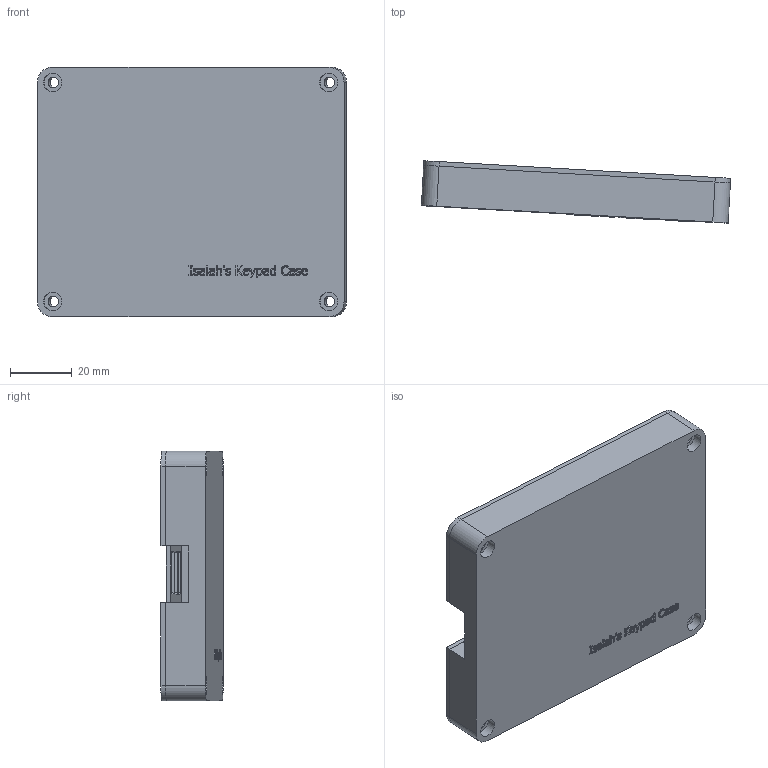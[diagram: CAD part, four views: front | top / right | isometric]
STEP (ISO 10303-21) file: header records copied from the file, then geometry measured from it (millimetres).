
FILE_DESCRIPTION(/* description */ (''),/* implementation_level */ '2;1');
FILE_NAME(/* name */ 'CompletedCase.stp',/* time_stamp */ '2025-02-19T23:15:27-06:00',/* author */ ('bensk'),/* organization */ (''),/* preprocessor_version */ 'ST-DEVELOPER v20',/* originating_system */ 'Autodesk Inventor 2025',/* authorisation */ '');
FILE_SCHEMA (('AUTOMOTIVE_DESIGN { 1 0 10303 214 3 1 1 }'));
Products named in the file (4): CompletedCase; Base; Top; HackPad_PCB
Assembly tree (3 placements, depth 2):
  CompletedCase
    Base
    Top
    HackPad_PCB
Bounding box: 100.4 x 20.19 x 81.1 mm (x, y, z)
Volume: 68655.2 mm3; surface area: 47252.6 mm2
Topology: 3 solids, 3 shells, 537 faces, 1500 edges, 1000 vertices
Faces by surface type: plane 223, bspline 181, cylinder 133
Full cylindrical faces by diameter (mm): 0.8 x18, 0.889 x14, 1.5 x18, 1.7 x18, 3.4 x8, 4 x9, 6 x4
Entity records: 19312 total; most frequent: CARTESIAN_POINT 5943, ORIENTED_EDGE 3000, DIRECTION 2130, EDGE_CURVE 1500, VERTEX_POINT 1000, LINE 872, VECTOR 872, EDGE_LOOP 760
